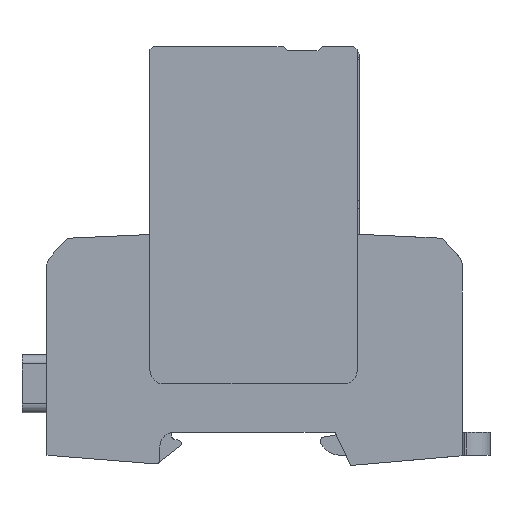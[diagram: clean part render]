
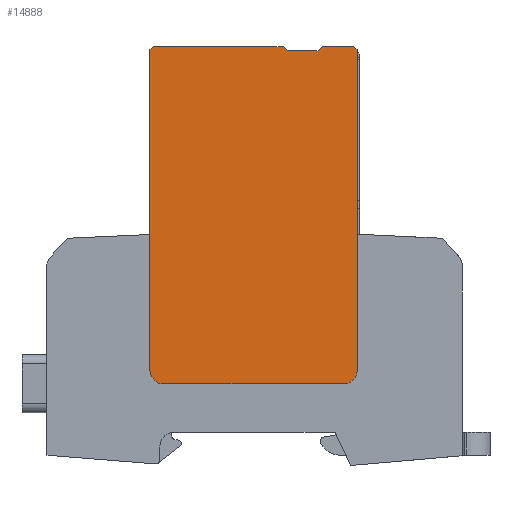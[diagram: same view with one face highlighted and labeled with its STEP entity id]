
A CAD part, left-side view. The second image highlights one B-rep face of the part: STEP entity #14888.
In plain terms, the highlighted planar face has unit normal (-1, 0, 0).
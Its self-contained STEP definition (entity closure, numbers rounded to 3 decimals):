
#14735=AXIS2_PLACEMENT_3D('Plane Axis2P3D',#14732,#14733,#14734) ;
#14732=CARTESIAN_POINT('Axis2P3D Location',(0.,72.86,17.703)) ;
#14738=CARTESIAN_POINT('Control Point',(0.,73.86,53.28)) ;
#14739=CARTESIAN_POINT('Control Point',(0.,73.86,46.765)) ;
#14740=CARTESIAN_POINT('Control Point',(0.,73.86,40.249)) ;
#14741=CARTESIAN_POINT('Control Point',(0.,73.86,33.734)) ;
#14742=CARTESIAN_POINT('Control Point',(0.,73.86,27.218)) ;
#14743=CARTESIAN_POINT('Control Point',(0.,73.86,20.703)) ;
#14744=CARTESIAN_POINT('Vertex',(0.,73.86,53.28)) ;
#14746=CARTESIAN_POINT('Vertex',(0.,73.86,20.703)) ;
#14750=CARTESIAN_POINT('Control Point',(0.,73.86,20.703)) ;
#14751=CARTESIAN_POINT('Control Point',(0.,73.86,19.76)) ;
#14752=CARTESIAN_POINT('Control Point',(0.,73.491,18.817)) ;
#14753=CARTESIAN_POINT('Control Point',(0.,72.746,18.072)) ;
#14754=CARTESIAN_POINT('Control Point',(0.,71.803,17.703)) ;
#14755=CARTESIAN_POINT('Control Point',(0.,70.86,17.703)) ;
#14756=CARTESIAN_POINT('Vertex',(0.,70.86,17.703)) ;
#14760=CARTESIAN_POINT('Control Point',(0.,70.86,17.703)) ;
#14761=CARTESIAN_POINT('Control Point',(0.,63.06,17.703)) ;
#14762=CARTESIAN_POINT('Control Point',(0.,55.26,17.703)) ;
#14763=CARTESIAN_POINT('Control Point',(0.,47.46,17.703)) ;
#14764=CARTESIAN_POINT('Control Point',(0.,39.66,17.703)) ;
#14765=CARTESIAN_POINT('Control Point',(0.,31.86,17.703)) ;
#14766=CARTESIAN_POINT('Vertex',(0.,31.86,17.703)) ;
#14770=CARTESIAN_POINT('Control Point',(0.,31.86,17.703)) ;
#14771=CARTESIAN_POINT('Control Point',(0.,30.918,17.703)) ;
#14772=CARTESIAN_POINT('Control Point',(0.,29.975,18.072)) ;
#14773=CARTESIAN_POINT('Control Point',(0.,29.229,18.817)) ;
#14774=CARTESIAN_POINT('Control Point',(0.,28.86,19.76)) ;
#14775=CARTESIAN_POINT('Control Point',(0.,28.86,20.703)) ;
#14776=CARTESIAN_POINT('Vertex',(0.,28.86,20.703)) ;
#14780=CARTESIAN_POINT('Control Point',(0.,28.86,20.703)) ;
#14781=CARTESIAN_POINT('Control Point',(0.,28.86,27.218)) ;
#14782=CARTESIAN_POINT('Control Point',(0.,28.86,33.734)) ;
#14783=CARTESIAN_POINT('Control Point',(0.,28.86,40.249)) ;
#14784=CARTESIAN_POINT('Control Point',(0.,28.86,46.765)) ;
#14785=CARTESIAN_POINT('Control Point',(0.,28.86,53.28)) ;
#14786=CARTESIAN_POINT('Vertex',(0.,28.86,53.28)) ;
#14790=CARTESIAN_POINT('Control Point',(0.,28.86,53.28)) ;
#14791=CARTESIAN_POINT('Control Point',(0.,28.86,59.144)) ;
#14792=CARTESIAN_POINT('Control Point',(0.,28.86,65.008)) ;
#14793=CARTESIAN_POINT('Control Point',(0.,28.86,70.872)) ;
#14794=CARTESIAN_POINT('Control Point',(0.,28.86,76.736)) ;
#14795=CARTESIAN_POINT('Control Point',(0.,28.86,82.6)) ;
#14796=CARTESIAN_POINT('Vertex',(0.,28.86,82.6)) ;
#14799=CARTESIAN_POINT('Line Origine',(0.,28.86,86.425)) ;
#14803=CARTESIAN_POINT('Vertex',(0.,28.86,90.25)) ;
#14806=CARTESIAN_POINT('Line Origine',(0.,29.235,90.625)) ;
#14810=CARTESIAN_POINT('Vertex',(0.,29.61,91.)) ;
#14813=CARTESIAN_POINT('Line Origine',(0.,33.035,91.)) ;
#14817=CARTESIAN_POINT('Vertex',(0.,36.46,91.)) ;
#14820=CARTESIAN_POINT('Line Origine',(0.,36.91,90.55)) ;
#14824=CARTESIAN_POINT('Vertex',(0.,37.36,90.1)) ;
#14827=CARTESIAN_POINT('Line Origine',(0.,40.71,90.1)) ;
#14831=CARTESIAN_POINT('Vertex',(0.,44.06,90.1)) ;
#14834=CARTESIAN_POINT('Line Origine',(0.,44.51,90.55)) ;
#14838=CARTESIAN_POINT('Vertex',(0.,44.96,91.)) ;
#14841=CARTESIAN_POINT('Line Origine',(0.,59.035,91.)) ;
#14845=CARTESIAN_POINT('Vertex',(0.,73.11,91.)) ;
#14848=CARTESIAN_POINT('Line Origine',(0.,73.485,90.625)) ;
#14852=CARTESIAN_POINT('Vertex',(0.,73.86,90.25)) ;
#14855=CARTESIAN_POINT('Line Origine',(0.,73.86,86.425)) ;
#14859=CARTESIAN_POINT('Vertex',(0.,73.86,82.6)) ;
#14863=CARTESIAN_POINT('Control Point',(0.,73.86,82.6)) ;
#14864=CARTESIAN_POINT('Control Point',(0.,73.86,76.736)) ;
#14865=CARTESIAN_POINT('Control Point',(0.,73.86,70.872)) ;
#14866=CARTESIAN_POINT('Control Point',(0.,73.86,65.008)) ;
#14867=CARTESIAN_POINT('Control Point',(0.,73.86,59.144)) ;
#14868=CARTESIAN_POINT('Control Point',(0.,73.86,53.28)) ;
#14733=DIRECTION('Axis2P3D Direction',(-1.,0.,0.)) ;
#14734=DIRECTION('Axis2P3D XDirection',(0.,1.,0.)) ;
#14800=DIRECTION('Vector Direction',(0.,0.,1.)) ;
#14807=DIRECTION('Vector Direction',(0.,0.707,0.707)) ;
#14814=DIRECTION('Vector Direction',(0.,1.,0.)) ;
#14821=DIRECTION('Vector Direction',(0.,0.707,-0.707)) ;
#14828=DIRECTION('Vector Direction',(0.,1.,0.)) ;
#14835=DIRECTION('Vector Direction',(0.,0.707,0.707)) ;
#14842=DIRECTION('Vector Direction',(0.,1.,0.)) ;
#14849=DIRECTION('Vector Direction',(0.,0.707,-0.707)) ;
#14856=DIRECTION('Vector Direction',(0.,0.,1.)) ;
#14801=VECTOR('Line Direction',#14800,1.) ;
#14808=VECTOR('Line Direction',#14807,1.) ;
#14815=VECTOR('Line Direction',#14814,1.) ;
#14822=VECTOR('Line Direction',#14821,1.) ;
#14829=VECTOR('Line Direction',#14828,1.) ;
#14836=VECTOR('Line Direction',#14835,1.) ;
#14843=VECTOR('Line Direction',#14842,1.) ;
#14850=VECTOR('Line Direction',#14849,1.) ;
#14857=VECTOR('Line Direction',#14856,1.) ;
#14871=ORIENTED_EDGE('',*,*,#14748,.T.) ;
#14872=ORIENTED_EDGE('',*,*,#14758,.T.) ;
#14873=ORIENTED_EDGE('',*,*,#14768,.T.) ;
#14874=ORIENTED_EDGE('',*,*,#14778,.T.) ;
#14875=ORIENTED_EDGE('',*,*,#14788,.T.) ;
#14876=ORIENTED_EDGE('',*,*,#14798,.T.) ;
#14877=ORIENTED_EDGE('',*,*,#14805,.T.) ;
#14878=ORIENTED_EDGE('',*,*,#14812,.T.) ;
#14879=ORIENTED_EDGE('',*,*,#14819,.T.) ;
#14880=ORIENTED_EDGE('',*,*,#14826,.T.) ;
#14881=ORIENTED_EDGE('',*,*,#14833,.T.) ;
#14882=ORIENTED_EDGE('',*,*,#14840,.T.) ;
#14883=ORIENTED_EDGE('',*,*,#14847,.T.) ;
#14884=ORIENTED_EDGE('',*,*,#14854,.T.) ;
#14885=ORIENTED_EDGE('',*,*,#14861,.F.) ;
#14886=ORIENTED_EDGE('',*,*,#14869,.T.) ;
#14888=ADVANCED_FACE('ABLEITER_1',(#14887),#14736,.T.) ;
#14737=B_SPLINE_CURVE_WITH_KNOTS('',5,(#14738,#14739,#14740,#14741,#14742,#14743),.UNSPECIFIED.,.F.,.U.,(6,6),(21.373,53.95),.UNSPECIFIED.) ;
#14749=B_SPLINE_CURVE_WITH_KNOTS('',5,(#14750,#14751,#14752,#14753,#14754,#14755),.UNSPECIFIED.,.F.,.U.,(6,6),(0.,4.965),.UNSPECIFIED.) ;
#14759=B_SPLINE_CURVE_WITH_KNOTS('',5,(#14760,#14761,#14762,#14763,#14764,#14765),.UNSPECIFIED.,.F.,.U.,(6,6),(0.,39.),.UNSPECIFIED.) ;
#14769=B_SPLINE_CURVE_WITH_KNOTS('',5,(#14770,#14771,#14772,#14773,#14774,#14775),.UNSPECIFIED.,.F.,.U.,(6,6),(0.,4.965),.UNSPECIFIED.) ;
#14779=B_SPLINE_CURVE_WITH_KNOTS('',5,(#14780,#14781,#14782,#14783,#14784,#14785),.UNSPECIFIED.,.F.,.U.,(6,6),(0.,32.577),.UNSPECIFIED.) ;
#14789=B_SPLINE_CURVE_WITH_KNOTS('',5,(#14790,#14791,#14792,#14793,#14794,#14795),.UNSPECIFIED.,.F.,.U.,(6,6),(23.981,53.3),.UNSPECIFIED.) ;
#14862=B_SPLINE_CURVE_WITH_KNOTS('',5,(#14863,#14864,#14865,#14866,#14867,#14868),.UNSPECIFIED.,.F.,.U.,(6,6),(0.65,29.969),.UNSPECIFIED.) ;
#14748=EDGE_CURVE('',#14745,#14747,#14737,.T.) ;
#14758=EDGE_CURVE('',#14747,#14757,#14749,.T.) ;
#14768=EDGE_CURVE('',#14757,#14767,#14759,.T.) ;
#14778=EDGE_CURVE('',#14767,#14777,#14769,.T.) ;
#14788=EDGE_CURVE('',#14777,#14787,#14779,.T.) ;
#14798=EDGE_CURVE('',#14787,#14797,#14789,.T.) ;
#14805=EDGE_CURVE('',#14797,#14804,#14802,.T.) ;
#14812=EDGE_CURVE('',#14804,#14811,#14809,.T.) ;
#14819=EDGE_CURVE('',#14811,#14818,#14816,.T.) ;
#14826=EDGE_CURVE('',#14818,#14825,#14823,.T.) ;
#14833=EDGE_CURVE('',#14825,#14832,#14830,.T.) ;
#14840=EDGE_CURVE('',#14832,#14839,#14837,.T.) ;
#14847=EDGE_CURVE('',#14839,#14846,#14844,.T.) ;
#14854=EDGE_CURVE('',#14846,#14853,#14851,.T.) ;
#14861=EDGE_CURVE('',#14860,#14853,#14858,.T.) ;
#14869=EDGE_CURVE('',#14860,#14745,#14862,.T.) ;
#14870=EDGE_LOOP('',(#14871,#14872,#14873,#14874,#14875,#14876,#14877,#14878,#14879,#14880,#14881,#14882,#14883,#14884,#14885,#14886)) ;
#14887=FACE_OUTER_BOUND('',#14870,.T.) ;
#14802=LINE('Line',#14799,#14801) ;
#14809=LINE('Line',#14806,#14808) ;
#14816=LINE('Line',#14813,#14815) ;
#14823=LINE('Line',#14820,#14822) ;
#14830=LINE('Line',#14827,#14829) ;
#14837=LINE('Line',#14834,#14836) ;
#14844=LINE('Line',#14841,#14843) ;
#14851=LINE('Line',#14848,#14850) ;
#14858=LINE('Line',#14855,#14857) ;
#14736=PLANE('',#14735) ;
#14745=VERTEX_POINT('',#14744) ;
#14747=VERTEX_POINT('',#14746) ;
#14757=VERTEX_POINT('',#14756) ;
#14767=VERTEX_POINT('',#14766) ;
#14777=VERTEX_POINT('',#14776) ;
#14787=VERTEX_POINT('',#14786) ;
#14797=VERTEX_POINT('',#14796) ;
#14804=VERTEX_POINT('',#14803) ;
#14811=VERTEX_POINT('',#14810) ;
#14818=VERTEX_POINT('',#14817) ;
#14825=VERTEX_POINT('',#14824) ;
#14832=VERTEX_POINT('',#14831) ;
#14839=VERTEX_POINT('',#14838) ;
#14846=VERTEX_POINT('',#14845) ;
#14853=VERTEX_POINT('',#14852) ;
#14860=VERTEX_POINT('',#14859) ;
